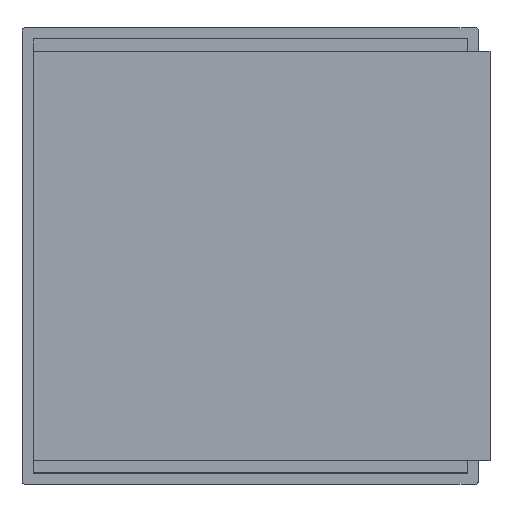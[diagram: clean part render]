
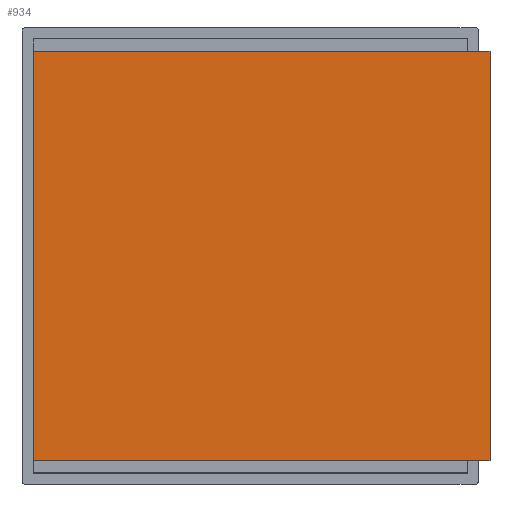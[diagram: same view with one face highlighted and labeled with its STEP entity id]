
A CAD part, top view. The second image highlights one B-rep face of the part: STEP entity #934.
In plain terms, the highlighted planar face has unit normal (0, 0, 1).
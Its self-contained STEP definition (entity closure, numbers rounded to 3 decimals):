
#187 = AXIS2_PLACEMENT_3D ( 'NONE', #4437, #1706, #4894 ) ;
#364 = EDGE_CURVE ( 'NONE', #515, #3369, #4597, .T. ) ;
#372 = VERTEX_POINT ( 'NONE', #909 ) ;
#403 = ORIENTED_EDGE ( 'NONE', *, *, #364, .T. ) ;
#515 = VERTEX_POINT ( 'NONE', #3826 ) ;
#664 = VECTOR ( 'NONE', #5439, 1000. ) ;
#909 = CARTESIAN_POINT ( 'NONE',  ( 306.352, -271.082, 108.193 ) ) ;
#934 = ADVANCED_FACE ( 'NONE', ( #4984 ), #1691, .T. ) ;
#1216 = EDGE_CURVE ( 'NONE', #372, #1330, #2044, .T. ) ;
#1330 = VERTEX_POINT ( 'NONE', #3579 ) ;
#1691 = PLANE ( 'NONE',  #187 ) ;
#1706 = DIRECTION ( 'NONE',  ( 0., 0., 1. ) ) ;
#2021 = ORIENTED_EDGE ( 'NONE', *, *, #4635, .F. ) ;
#2044 = LINE ( 'NONE', #2707, #664 ) ;
#2629 = DIRECTION ( 'NONE',  ( 0., -1., 0. ) ) ;
#2707 = CARTESIAN_POINT ( 'NONE',  ( 306.352, -271.082, 108.193 ) ) ;
#2734 = DIRECTION ( 'NONE',  ( -1., 0., 0. ) ) ;
#3079 = CARTESIAN_POINT ( 'NONE',  ( -294.045, 266.693, 108.193 ) ) ;
#3178 = CARTESIAN_POINT ( 'NONE',  ( -294.045, 266.693, 108.193 ) ) ;
#3239 = VECTOR ( 'NONE', #2734, 1000. ) ;
#3369 = VERTEX_POINT ( 'NONE', #3178 ) ;
#3579 = CARTESIAN_POINT ( 'NONE',  ( -294.045, -271.082, 108.193 ) ) ;
#3794 = EDGE_LOOP ( 'NONE', ( #403, #3953, #4789, #2021 ) ) ;
#3826 = CARTESIAN_POINT ( 'NONE',  ( 306.352, 266.693, 108.193 ) ) ;
#3953 = ORIENTED_EDGE ( 'NONE', *, *, #5697, .T. ) ;
#4108 = CARTESIAN_POINT ( 'NONE',  ( 306.352, 266.693, 108.193 ) ) ;
#4124 = DIRECTION ( 'NONE',  ( 0., -1., 0. ) ) ;
#4437 = CARTESIAN_POINT ( 'NONE',  ( 0., 0., 108.193 ) ) ;
#4468 = LINE ( 'NONE', #4108, #5542 ) ;
#4572 = LINE ( 'NONE', #3079, #5674 ) ;
#4597 = LINE ( 'NONE', #5003, #3239 ) ;
#4635 = EDGE_CURVE ( 'NONE', #515, #372, #4468, .T. ) ;
#4789 = ORIENTED_EDGE ( 'NONE', *, *, #1216, .F. ) ;
#4894 = DIRECTION ( 'NONE',  ( 1., 0., 0. ) ) ;
#4984 = FACE_OUTER_BOUND ( 'NONE', #3794, .T. ) ;
#5003 = CARTESIAN_POINT ( 'NONE',  ( 306.352, 266.693, 108.193 ) ) ;
#5439 = DIRECTION ( 'NONE',  ( -1., 0., 0. ) ) ;
#5542 = VECTOR ( 'NONE', #4124, 1000. ) ;
#5674 = VECTOR ( 'NONE', #2629, 1000. ) ;
#5697 = EDGE_CURVE ( 'NONE', #3369, #1330, #4572, .T. ) ;
